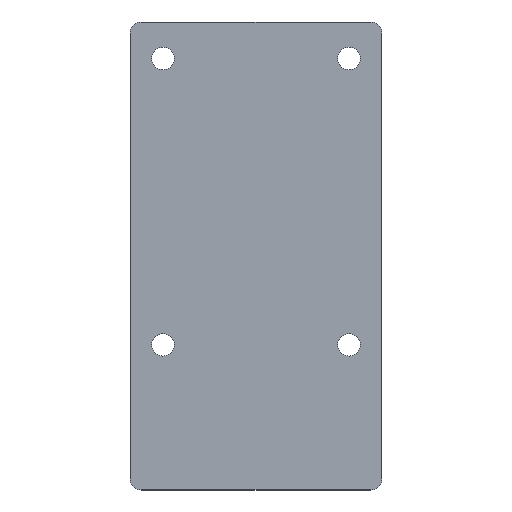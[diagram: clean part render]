
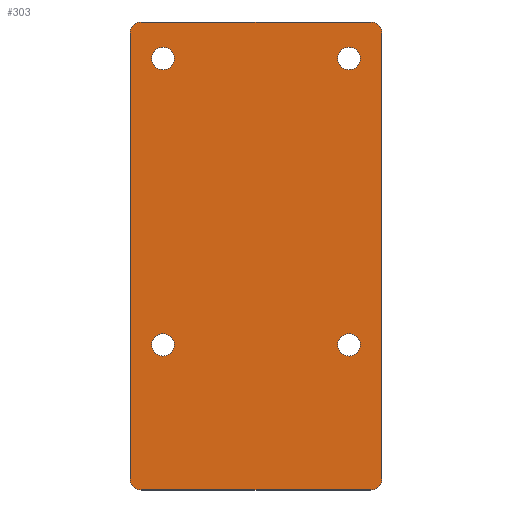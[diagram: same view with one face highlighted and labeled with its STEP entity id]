
A CAD part, top view. The second image highlights one B-rep face of the part: STEP entity #303.
In plain terms, the highlighted planar face has unit normal (0, 0, 1).
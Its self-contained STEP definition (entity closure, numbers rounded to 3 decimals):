
#15=FACE_BOUND('',#46,.T.);
#16=FACE_BOUND('',#47,.T.);
#17=FACE_BOUND('',#48,.T.);
#18=FACE_BOUND('',#49,.T.);
#24=PLANE('',#333);
#31=FACE_OUTER_BOUND('',#45,.T.);
#45=EDGE_LOOP('',(#213,#214,#215,#216,#217,#218,#219,#220));
#46=EDGE_LOOP('',(#221,#222));
#47=EDGE_LOOP('',(#223,#224));
#48=EDGE_LOOP('',(#225,#226));
#49=EDGE_LOOP('',(#227,#228));
#67=LINE('',#477,#87);
#70=LINE('',#483,#90);
#71=LINE('',#487,#91);
#72=LINE('',#491,#92);
#87=VECTOR('',#379,10.);
#90=VECTOR('',#384,10.);
#91=VECTOR('',#387,10.);
#92=VECTOR('',#390,10.);
#105=CIRCLE('',#330,2.54);
#107=CIRCLE('',#334,2.54);
#108=CIRCLE('',#335,2.54);
#109=CIRCLE('',#336,2.54);
#110=CIRCLE('',#337,2.5);
#111=CIRCLE('',#338,2.5);
#112=CIRCLE('',#339,2.5);
#113=CIRCLE('',#340,2.5);
#114=CIRCLE('',#341,2.5);
#115=CIRCLE('',#342,2.5);
#116=CIRCLE('',#343,2.5);
#117=CIRCLE('',#344,2.5);
#129=VERTEX_POINT('',#467);
#130=VERTEX_POINT('',#468);
#133=VERTEX_POINT('',#476);
#135=VERTEX_POINT('',#482);
#136=VERTEX_POINT('',#484);
#137=VERTEX_POINT('',#486);
#138=VERTEX_POINT('',#488);
#139=VERTEX_POINT('',#490);
#140=VERTEX_POINT('',#493);
#141=VERTEX_POINT('',#494);
#142=VERTEX_POINT('',#497);
#143=VERTEX_POINT('',#498);
#144=VERTEX_POINT('',#501);
#145=VERTEX_POINT('',#502);
#146=VERTEX_POINT('',#505);
#147=VERTEX_POINT('',#506);
#161=EDGE_CURVE('',#129,#130,#105,.T.);
#165=EDGE_CURVE('',#133,#130,#67,.F.);
#168=EDGE_CURVE('',#129,#135,#70,.T.);
#169=EDGE_CURVE('',#136,#135,#107,.T.);
#170=EDGE_CURVE('',#136,#137,#71,.F.);
#171=EDGE_CURVE('',#138,#137,#108,.T.);
#172=EDGE_CURVE('',#138,#139,#72,.T.);
#173=EDGE_CURVE('',#133,#139,#109,.T.);
#174=EDGE_CURVE('',#140,#141,#110,.T.);
#175=EDGE_CURVE('',#141,#140,#111,.T.);
#176=EDGE_CURVE('',#142,#143,#112,.T.);
#177=EDGE_CURVE('',#143,#142,#113,.T.);
#178=EDGE_CURVE('',#144,#145,#114,.T.);
#179=EDGE_CURVE('',#145,#144,#115,.T.);
#180=EDGE_CURVE('',#146,#147,#116,.T.);
#181=EDGE_CURVE('',#147,#146,#117,.T.);
#213=ORIENTED_EDGE('',*,*,#161,.F.);
#214=ORIENTED_EDGE('',*,*,#168,.T.);
#215=ORIENTED_EDGE('',*,*,#169,.F.);
#216=ORIENTED_EDGE('',*,*,#170,.T.);
#217=ORIENTED_EDGE('',*,*,#171,.F.);
#218=ORIENTED_EDGE('',*,*,#172,.T.);
#219=ORIENTED_EDGE('',*,*,#173,.F.);
#220=ORIENTED_EDGE('',*,*,#165,.T.);
#221=ORIENTED_EDGE('',*,*,#174,.T.);
#222=ORIENTED_EDGE('',*,*,#175,.T.);
#223=ORIENTED_EDGE('',*,*,#176,.T.);
#224=ORIENTED_EDGE('',*,*,#177,.T.);
#225=ORIENTED_EDGE('',*,*,#178,.T.);
#226=ORIENTED_EDGE('',*,*,#179,.T.);
#227=ORIENTED_EDGE('',*,*,#180,.T.);
#228=ORIENTED_EDGE('',*,*,#181,.T.);
#303=ADVANCED_FACE('',(#31,#15,#16,#17,#18),#24,.T.);
#330=AXIS2_PLACEMENT_3D('',#469,#371,#372);
#333=AXIS2_PLACEMENT_3D('',#481,#382,#383);
#334=AXIS2_PLACEMENT_3D('',#485,#385,#386);
#335=AXIS2_PLACEMENT_3D('',#489,#388,#389);
#336=AXIS2_PLACEMENT_3D('',#492,#391,#392);
#337=AXIS2_PLACEMENT_3D('',#495,#393,#394);
#338=AXIS2_PLACEMENT_3D('',#496,#395,#396);
#339=AXIS2_PLACEMENT_3D('',#499,#397,#398);
#340=AXIS2_PLACEMENT_3D('',#500,#399,#400);
#341=AXIS2_PLACEMENT_3D('',#503,#401,#402);
#342=AXIS2_PLACEMENT_3D('',#504,#403,#404);
#343=AXIS2_PLACEMENT_3D('',#507,#405,#406);
#344=AXIS2_PLACEMENT_3D('',#508,#407,#408);
#371=DIRECTION('center_axis',(0.,0.,-1.));
#372=DIRECTION('ref_axis',(0.707,-0.707,0.));
#379=DIRECTION('',(-1.,0.,0.));
#382=DIRECTION('center_axis',(0.,0.,1.));
#383=DIRECTION('ref_axis',(1.,0.,0.));
#384=DIRECTION('',(0.,1.,0.));
#385=DIRECTION('center_axis',(0.,0.,-1.));
#386=DIRECTION('ref_axis',(0.707,0.707,0.));
#387=DIRECTION('',(1.,0.,0.));
#388=DIRECTION('center_axis',(0.,0.,-1.));
#389=DIRECTION('ref_axis',(-0.707,0.707,0.));
#390=DIRECTION('',(0.,-1.,0.));
#391=DIRECTION('center_axis',(0.,0.,-1.));
#392=DIRECTION('ref_axis',(-0.707,-0.707,0.));
#393=DIRECTION('center_axis',(0.,0.,-1.));
#394=DIRECTION('ref_axis',(1.,0.,0.));
#395=DIRECTION('center_axis',(0.,0.,-1.));
#396=DIRECTION('ref_axis',(1.,0.,0.));
#397=DIRECTION('center_axis',(0.,0.,-1.));
#398=DIRECTION('ref_axis',(1.,0.,0.));
#399=DIRECTION('center_axis',(0.,0.,-1.));
#400=DIRECTION('ref_axis',(1.,0.,0.));
#401=DIRECTION('center_axis',(0.,0.,-1.));
#402=DIRECTION('ref_axis',(1.,0.,0.));
#403=DIRECTION('center_axis',(0.,0.,-1.));
#404=DIRECTION('ref_axis',(1.,0.,0.));
#405=DIRECTION('center_axis',(0.,0.,-1.));
#406=DIRECTION('ref_axis',(1.,0.,0.));
#407=DIRECTION('center_axis',(0.,0.,-1.));
#408=DIRECTION('ref_axis',(1.,0.,0.));
#467=CARTESIAN_POINT('',(77.94,-101.164,6.35));
#468=CARTESIAN_POINT('',(75.4,-103.704,6.35));
#469=CARTESIAN_POINT('Origin',(75.4,-101.164,6.35));
#476=CARTESIAN_POINT('',(24.6,-103.704,6.35));
#477=CARTESIAN_POINT('',(36.03,-103.704,6.35));
#481=CARTESIAN_POINT('Origin',(50.,-137.5,6.35));
#482=CARTESIAN_POINT('',(77.94,-2.436,6.35));
#483=CARTESIAN_POINT('',(77.94,0.,6.35));
#484=CARTESIAN_POINT('',(75.4,0.104,6.35));
#485=CARTESIAN_POINT('Origin',(75.4,-2.436,6.35));
#486=CARTESIAN_POINT('',(24.6,0.104,6.35));
#487=CARTESIAN_POINT('',(63.97,0.104,6.35));
#488=CARTESIAN_POINT('',(22.06,-2.436,6.35));
#489=CARTESIAN_POINT('Origin',(24.6,-2.436,6.35));
#490=CARTESIAN_POINT('',(22.06,-101.164,6.35));
#491=CARTESIAN_POINT('',(22.06,0.,6.35));
#492=CARTESIAN_POINT('Origin',(24.6,-101.164,6.35));
#493=CARTESIAN_POINT('',(70.638,-69.,6.35));
#494=CARTESIAN_POINT('',(68.138,-71.5,6.35));
#495=CARTESIAN_POINT('Origin',(70.638,-71.5,6.35));
#496=CARTESIAN_POINT('Origin',(70.638,-71.5,6.35));
#497=CARTESIAN_POINT('',(31.863,-71.5,6.35));
#498=CARTESIAN_POINT('',(26.863,-71.5,6.35));
#499=CARTESIAN_POINT('Origin',(29.363,-71.5,6.35));
#500=CARTESIAN_POINT('Origin',(29.363,-71.5,6.35));
#501=CARTESIAN_POINT('',(31.863,-8.,6.35));
#502=CARTESIAN_POINT('',(26.863,-8.,6.35));
#503=CARTESIAN_POINT('Origin',(29.363,-8.,6.35));
#504=CARTESIAN_POINT('Origin',(29.363,-8.,6.35));
#505=CARTESIAN_POINT('',(70.638,-10.5,6.35));
#506=CARTESIAN_POINT('',(68.138,-8.,6.35));
#507=CARTESIAN_POINT('Origin',(70.638,-8.,6.35));
#508=CARTESIAN_POINT('Origin',(70.638,-8.,6.35));
